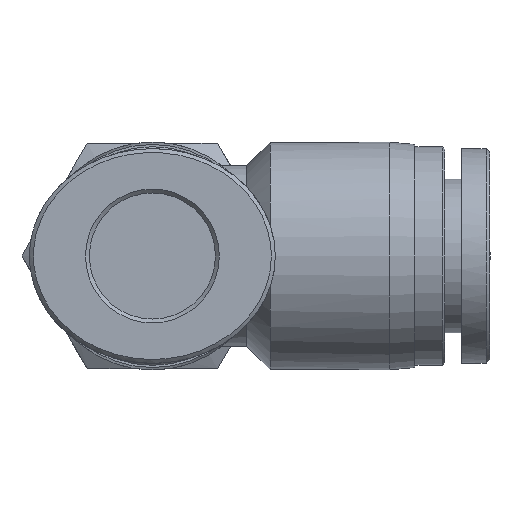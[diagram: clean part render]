
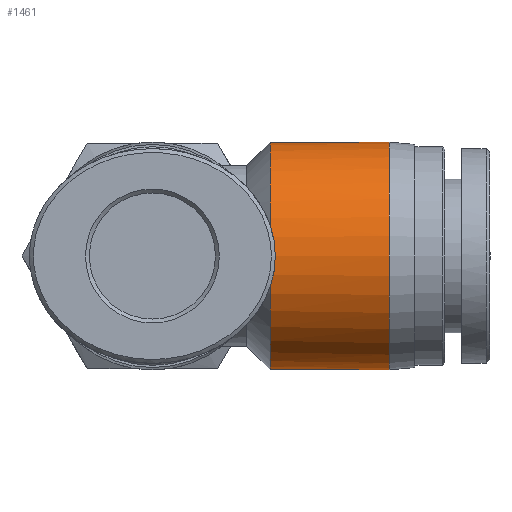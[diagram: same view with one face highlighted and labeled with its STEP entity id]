
A CAD part, left-side view. The second image highlights one B-rep face of the part: STEP entity #1461.
In plain terms, the highlighted cylindrical face has radius 8.8 mm (diameter 17.6 mm), a full revolution.
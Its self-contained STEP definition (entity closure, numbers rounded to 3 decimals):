
#1057=CARTESIAN_POINT('',(9.1,-8.743,-1.0));
#1058=VERTEX_POINT('',#1057);
#1072=CARTESIAN_POINT('',(12.4,-8.743,-1.0));
#1073=VERTEX_POINT('',#1072);
#1074=CARTESIAN_POINT('',(12.4,-8.743,-1.0));
#1075=DIRECTION('',(-1.0,0.0,0.0));
#1076=VECTOR('',#1075,3.3);
#1077=LINE('',#1074,#1076);
#1078=EDGE_CURVE('',#1073,#1058,#1077,.T.);
#1143=CARTESIAN_POINT('',(12.4,-8.743,1.0));
#1144=VERTEX_POINT('',#1143);
#1145=CARTESIAN_POINT('',(12.4,-8.8,0.0));
#1146=VERTEX_POINT('',#1145);
#1147=CARTESIAN_POINT('',(12.4,0.,0.0));
#1148=DIRECTION('',(1.0,0.0,0.0));
#1149=DIRECTION('',(0.0,1.0,0.0));
#1150=AXIS2_PLACEMENT_3D('',#1147,#1148,#1149);
#1151=CIRCLE('',#1150,8.8);
#1152=EDGE_CURVE('',#1144,#1146,#1151,.T.);
#1176=CARTESIAN_POINT('',(12.4,0.,0.0));
#1177=DIRECTION('',(1.0,0.0,0.0));
#1178=DIRECTION('',(0.0,1.0,0.0));
#1179=AXIS2_PLACEMENT_3D('',#1176,#1177,#1178);
#1180=CIRCLE('',#1179,8.8);
#1181=EDGE_CURVE('',#1146,#1073,#1180,.T.);
#1250=CARTESIAN_POINT('',(9.1,-8.743,1.0));
#1251=VERTEX_POINT('',#1250);
#1252=CARTESIAN_POINT('',(9.1,-8.743,1.0));
#1253=DIRECTION('',(1.0,0.0,0.0));
#1254=VECTOR('',#1253,3.3);
#1255=LINE('',#1252,#1254);
#1256=EDGE_CURVE('',#1251,#1144,#1255,.T.);
#1428=CARTESIAN_POINT('',(9.1,0.,0.0));
#1429=DIRECTION('',(1.0,0.0,0.0));
#1430=DIRECTION('',(0.0,1.0,0.0));
#1431=AXIS2_PLACEMENT_3D('',#1428,#1429,#1430);
#1432=CIRCLE('',#1431,8.8);
#1433=EDGE_CURVE('',#1058,#1251,#1432,.T.);
#1438=CARTESIAN_POINT('',(13.7,0.,0.0));
#1439=DIRECTION('',(1.0,0.,0.0));
#1440=DIRECTION('',(0.0,1.0,0.0));
#1441=AXIS2_PLACEMENT_3D('',#1438,#1439,#1440);
#1442=CYLINDRICAL_SURFACE('',#1441,8.8);
#1443=ORIENTED_EDGE('',*,*,#1078,.T.);
#1444=ORIENTED_EDGE('',*,*,#1433,.T.);
#1445=ORIENTED_EDGE('',*,*,#1256,.T.);
#1446=ORIENTED_EDGE('',*,*,#1152,.T.);
#1447=ORIENTED_EDGE('',*,*,#1181,.T.);
#1448=EDGE_LOOP('',(#1443,#1444,#1445,#1446,#1447));
#1449=FACE_OUTER_BOUND('',#1448,.T.);
#1450=CARTESIAN_POINT('',(18.3,8.8,0.0));
#1451=VERTEX_POINT('',#1450);
#1452=CARTESIAN_POINT('',(18.3,0.,0.0));
#1453=DIRECTION('',(1.0,0.0,0.0));
#1454=DIRECTION('',(0.0,1.0,0.0));
#1455=AXIS2_PLACEMENT_3D('',#1452,#1453,#1454);
#1456=CIRCLE('',#1455,8.8);
#1457=EDGE_CURVE('',#1451,#1451,#1456,.T.);
#1458=ORIENTED_EDGE('',*,*,#1457,.F.);
#1459=EDGE_LOOP('',(#1458));
#1460=FACE_BOUND('',#1459,.T.);
#1461=ADVANCED_FACE('',(#1449,#1460),#1442,.T.);
